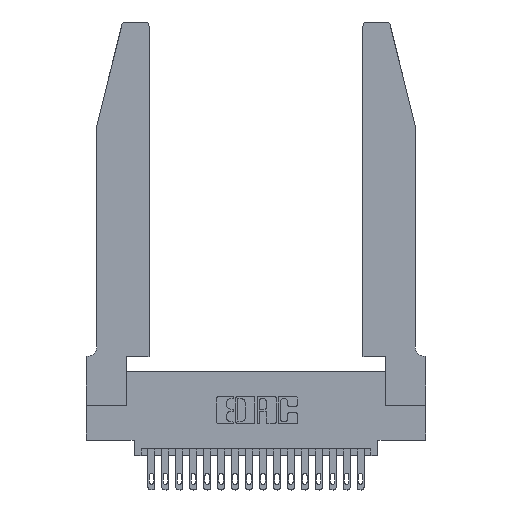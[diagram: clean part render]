
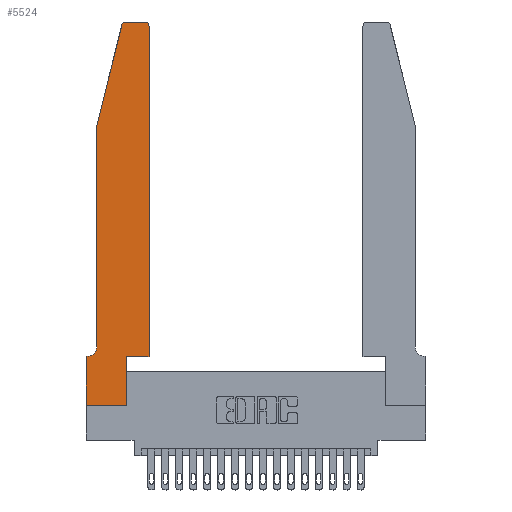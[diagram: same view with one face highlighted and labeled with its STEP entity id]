
A CAD part, top view. The second image highlights one B-rep face of the part: STEP entity #5524.
In plain terms, the highlighted planar face has unit normal (0, 0, 1).
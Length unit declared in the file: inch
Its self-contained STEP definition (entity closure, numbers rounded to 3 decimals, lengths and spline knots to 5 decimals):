
#453 = EDGE_LOOP ( 'NONE', ( #10984, #660, #4031, #4773, #16613, #4649, #18625, #1460, #14558, #963, #2482, #5084 ) ) ;
#459 = DIRECTION ( 'NONE',  ( 0., 0., 1. ) ) ;
#483 = EDGE_CURVE ( 'NONE', #17859, #1800, #2718, .T. ) ;
#528 = DIRECTION ( 'NONE',  ( 0., 1., 0. ) ) ;
#660 = ORIENTED_EDGE ( 'NONE', *, *, #16657, .T. ) ;
#714 = VERTEX_POINT ( 'NONE', #8528 ) ;
#930 = VECTOR ( 'NONE', #6044, 39.37008 ) ;
#963 = ORIENTED_EDGE ( 'NONE', *, *, #16073, .T. ) ;
#1460 = ORIENTED_EDGE ( 'NONE', *, *, #8333, .T. ) ;
#1490 = DIRECTION ( 'NONE',  ( -1., 0., 0. ) ) ;
#1699 = VERTEX_POINT ( 'NONE', #5166 ) ;
#1800 = VERTEX_POINT ( 'NONE', #15307 ) ;
#1888 = CIRCLE ( 'NONE', #15025, 0.03 ) ;
#1909 = EDGE_CURVE ( 'NONE', #1800, #6360, #10213, .T. ) ;
#2156 = CARTESIAN_POINT ( 'NONE',  ( 0.4205, 2.72, 0.37 ) ) ;
#2482 = ORIENTED_EDGE ( 'NONE', *, *, #19156, .T. ) ;
#2718 = CIRCLE ( 'NONE', #18513, 0.07 ) ;
#2776 = DIRECTION ( 'NONE',  ( 1., 0., 0. ) ) ;
#3040 = DIRECTION ( 'NONE',  ( 0., 0., -1. ) ) ;
#4031 = ORIENTED_EDGE ( 'NONE', *, *, #6634, .T. ) ;
#4058 = CARTESIAN_POINT ( 'NONE',  ( 0.4505, 2.72, 0.37 ) ) ;
#4322 = CARTESIAN_POINT ( 'NONE',  ( 0.25487, 2.72718, 0.37 ) ) ;
#4508 = CARTESIAN_POINT ( 'NONE',  ( 0.2865, 0., 0.37 ) ) ;
#4649 = ORIENTED_EDGE ( 'NONE', *, *, #1909, .T. ) ;
#4742 = EDGE_CURVE ( 'NONE', #20801, #17859, #17769, .T. ) ;
#4773 = ORIENTED_EDGE ( 'NONE', *, *, #4742, .T. ) ;
#4908 = VERTEX_POINT ( 'NONE', #4322 ) ;
#5084 = ORIENTED_EDGE ( 'NONE', *, *, #15862, .T. ) ;
#5166 = CARTESIAN_POINT ( 'NONE',  ( 0.2865, 0.35, 0.37 ) ) ;
#5181 = CARTESIAN_POINT ( 'NONE',  ( 0.4505, 0.35, 0.37 ) ) ;
#5524 = ADVANCED_FACE ( 'NONE', ( #12951 ), #17519, .T. ) ;
#6044 = DIRECTION ( 'NONE',  ( 0., -1., 0. ) ) ;
#6360 = VERTEX_POINT ( 'NONE', #18230 ) ;
#6624 = LINE ( 'NONE', #12821, #9421 ) ;
#6634 = EDGE_CURVE ( 'NONE', #4908, #20801, #6624, .T. ) ;
#6909 = LINE ( 'NONE', #18624, #17707 ) ;
#7408 = AXIS2_PLACEMENT_3D ( 'NONE', #7886, #11179, #11117 ) ;
#7465 = VECTOR ( 'NONE', #19813, 39.37008 ) ;
#7777 = CARTESIAN_POINT ( 'NONE',  ( 0.0755, 2., 0.37 ) ) ;
#7886 = CARTESIAN_POINT ( 'NONE',  ( 0., 0.35, 0.37 ) ) ;
#8333 = EDGE_CURVE ( 'NONE', #20683, #17358, #15145, .T. ) ;
#8515 = LINE ( 'NONE', #5181, #18545 ) ;
#8528 = CARTESIAN_POINT ( 'NONE',  ( 0.4505, 0.35, 0.37 ) ) ;
#8983 = EDGE_CURVE ( 'NONE', #9132, #10248, #9586, .T. ) ;
#9132 = VERTEX_POINT ( 'NONE', #12113 ) ;
#9421 = VECTOR ( 'NONE', #20636, 39.37008 ) ;
#9586 = LINE ( 'NONE', #15399, #17622 ) ;
#9889 = CARTESIAN_POINT ( 'NONE',  ( 0.284, 2.75, 0.37 ) ) ;
#10213 = LINE ( 'NONE', #20451, #15708 ) ;
#10248 = VERTEX_POINT ( 'NONE', #9889 ) ;
#10266 = DIRECTION ( 'NONE',  ( 1., 0., 0. ) ) ;
#10841 = AXIS2_PLACEMENT_3D ( 'NONE', #2156, #459, #10266 ) ;
#10984 = ORIENTED_EDGE ( 'NONE', *, *, #8983, .T. ) ;
#11117 = DIRECTION ( 'NONE',  ( 1., 0., 0. ) ) ;
#11179 = DIRECTION ( 'NONE',  ( 0., 0., 1. ) ) ;
#12113 = CARTESIAN_POINT ( 'NONE',  ( 0.4205, 2.75, 0.37 ) ) ;
#12821 = CARTESIAN_POINT ( 'NONE',  ( 0.0755, 2., 0.37 ) ) ;
#12951 = FACE_OUTER_BOUND ( 'NONE', #453, .T. ) ;
#13109 = EDGE_CURVE ( 'NONE', #17358, #1699, #6909, .T. ) ;
#13382 = CARTESIAN_POINT ( 'NONE',  ( 0.0755, 0.42, 0.37 ) ) ;
#13518 = VECTOR ( 'NONE', #19082, 39.37008 ) ;
#14068 = CARTESIAN_POINT ( 'NONE',  ( 0., 0., 0.37 ) ) ;
#14558 = ORIENTED_EDGE ( 'NONE', *, *, #13109, .T. ) ;
#14923 = DIRECTION ( 'NONE',  ( 0., 0., 1. ) ) ;
#15025 = AXIS2_PLACEMENT_3D ( 'NONE', #18281, #14923, #19712 ) ;
#15091 = CARTESIAN_POINT ( 'NONE',  ( 0., 0., 0.37 ) ) ;
#15145 = LINE ( 'NONE', #17393, #16125 ) ;
#15242 = CIRCLE ( 'NONE', #10841, 0.03 ) ;
#15307 = CARTESIAN_POINT ( 'NONE',  ( 0.0055, 0.35, 0.37 ) ) ;
#15399 = CARTESIAN_POINT ( 'NONE',  ( 0.2605, 2.75, 0.37 ) ) ;
#15401 = EDGE_CURVE ( 'NONE', #6360, #20683, #15782, .T. ) ;
#15708 = VECTOR ( 'NONE', #17127, 39.37008 ) ;
#15753 = CARTESIAN_POINT ( 'NONE',  ( 0.0055, 0.42, 0.37 ) ) ;
#15782 = LINE ( 'NONE', #14068, #930 ) ;
#15862 = EDGE_CURVE ( 'NONE', #20817, #9132, #15242, .T. ) ;
#16073 = EDGE_CURVE ( 'NONE', #1699, #714, #16748, .T. ) ;
#16125 = VECTOR ( 'NONE', #2776, 39.37008 ) ;
#16613 = ORIENTED_EDGE ( 'NONE', *, *, #483, .T. ) ;
#16657 = EDGE_CURVE ( 'NONE', #10248, #4908, #1888, .T. ) ;
#16748 = LINE ( 'NONE', #19596, #7465 ) ;
#17127 = DIRECTION ( 'NONE',  ( -1., 0., 0. ) ) ;
#17260 = CARTESIAN_POINT ( 'NONE',  ( 0.0755, 2., 0.37 ) ) ;
#17358 = VERTEX_POINT ( 'NONE', #4508 ) ;
#17393 = CARTESIAN_POINT ( 'NONE',  ( 0., 0., 0.37 ) ) ;
#17519 = PLANE ( 'NONE',  #7408 ) ;
#17622 = VECTOR ( 'NONE', #18633, 39.37008 ) ;
#17707 = VECTOR ( 'NONE', #20188, 39.37008 ) ;
#17769 = LINE ( 'NONE', #7777, #13518 ) ;
#17859 = VERTEX_POINT ( 'NONE', #13382 ) ;
#18230 = CARTESIAN_POINT ( 'NONE',  ( 0., 0.35, 0.37 ) ) ;
#18281 = CARTESIAN_POINT ( 'NONE',  ( 0.284, 2.72, 0.37 ) ) ;
#18513 = AXIS2_PLACEMENT_3D ( 'NONE', #15753, #3040, #1490 ) ;
#18545 = VECTOR ( 'NONE', #528, 39.37008 ) ;
#18624 = CARTESIAN_POINT ( 'NONE',  ( 0.2865, 0.35, 0.37 ) ) ;
#18625 = ORIENTED_EDGE ( 'NONE', *, *, #15401, .T. ) ;
#18633 = DIRECTION ( 'NONE',  ( -1., 0., 0. ) ) ;
#19082 = DIRECTION ( 'NONE',  ( 0., -1., 0. ) ) ;
#19156 = EDGE_CURVE ( 'NONE', #714, #20817, #8515, .T. ) ;
#19596 = CARTESIAN_POINT ( 'NONE',  ( 0.4505, 0.35, 0.37 ) ) ;
#19712 = DIRECTION ( 'NONE',  ( 1., 0., 0. ) ) ;
#19813 = DIRECTION ( 'NONE',  ( 1., 0., 0. ) ) ;
#20188 = DIRECTION ( 'NONE',  ( 0., 1., 0. ) ) ;
#20451 = CARTESIAN_POINT ( 'NONE',  ( 0.0755, 0.35, 0.37 ) ) ;
#20636 = DIRECTION ( 'NONE',  ( -0.239, -0.971, 0. ) ) ;
#20683 = VERTEX_POINT ( 'NONE', #15091 ) ;
#20801 = VERTEX_POINT ( 'NONE', #17260 ) ;
#20817 = VERTEX_POINT ( 'NONE', #4058 ) ;
